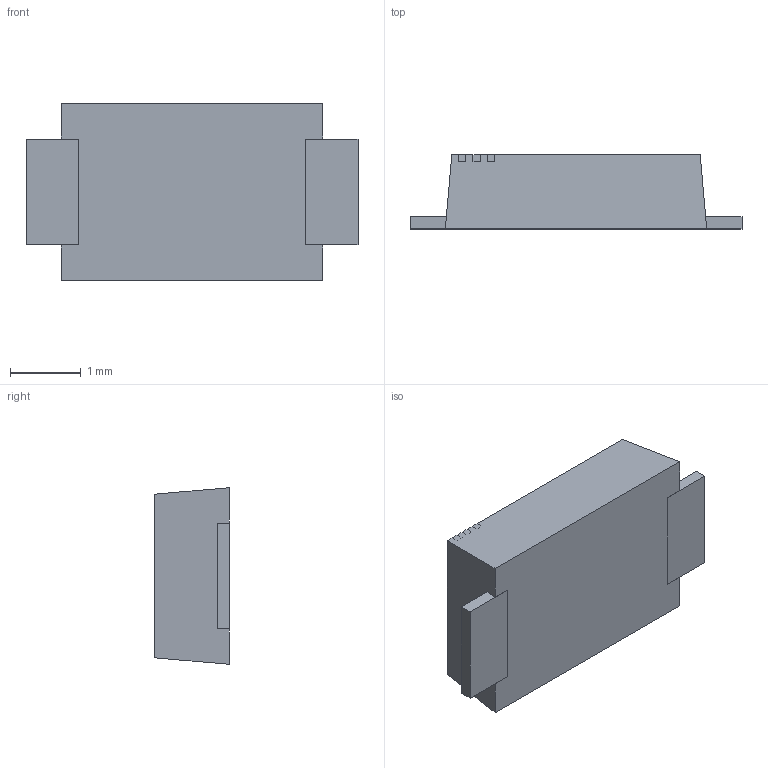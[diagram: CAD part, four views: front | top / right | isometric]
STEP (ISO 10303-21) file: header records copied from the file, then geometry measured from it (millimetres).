
FILE_DESCRIPTION (( 'STEP AP214' ), '1' );
FILE_NAME ('RB081LAM-20TR.STEP', '2020-07-23T07:11:55', ( '' ), ( '' ), 'SwSTEP 2.0', 'SolidWorks 2017', '' );
FILE_SCHEMA (( 'AUTOMOTIVE_DESIGN' ));
Length unit declared in the file: millimetre
Products named in the file (1): RB081LAM-20TR
Bounding box: 4.7 x 1.05 x 2.5 mm (x, y, z)
Volume: 9.4 mm3; surface area: 40.5 mm2
Topology: 6 solids, 6 shells, 62 faces, 138 edges, 88 vertices
Faces by surface type: plane 62
Entity records: 1745 total; most frequent: CARTESIAN_POINT 289, ORIENTED_EDGE 276, DIRECTION 264, LINE 138, EDGE_CURVE 138, VECTOR 138, VERTEX_POINT 88, AXIS2_PLACEMENT_3D 63
